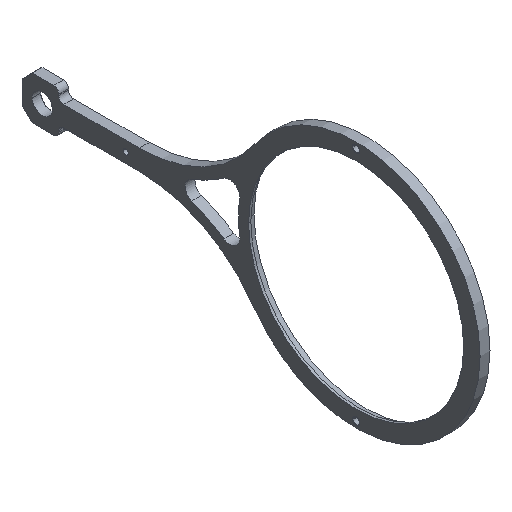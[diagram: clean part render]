
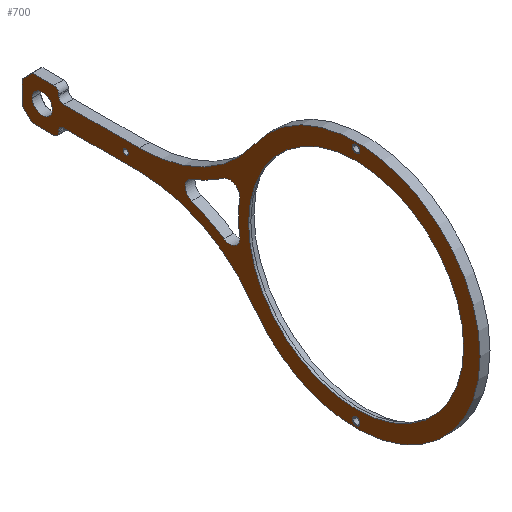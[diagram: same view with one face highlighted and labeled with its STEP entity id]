
A CAD part, isometric view. The second image highlights one B-rep face of the part: STEP entity #700.
In plain terms, the highlighted planar face has unit normal (-1, 0, 0).
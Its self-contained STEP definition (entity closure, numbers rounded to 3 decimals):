
#1=CARTESIAN_POINT('',(0.,0.,0.));
#2=DIRECTION('',(-1.,0.,0.));
#3=DIRECTION('',(0.,-1.,0.));
#4=AXIS2_PLACEMENT_3D('',#1,#2,#3);
#6=CARTESIAN_POINT('',(0.,0.,0.));
#7=DIRECTION('',(-1.,0.,0.));
#8=DIRECTION('',(0.,1.,0.));
#9=AXIS2_PLACEMENT_3D('',#6,#7,#8);
#11=CARTESIAN_POINT('',(0.,124.,0.));
#12=DIRECTION('',(-1.,0.,0.));
#13=DIRECTION('',(0.,-1.,0.));
#14=AXIS2_PLACEMENT_3D('',#11,#12,#13);
#16=CARTESIAN_POINT('',(0.,124.,0.));
#17=DIRECTION('',(-1.,0.,0.));
#18=DIRECTION('',(0.,1.,0.));
#19=AXIS2_PLACEMENT_3D('',#16,#17,#18);
#21=CARTESIAN_POINT('',(0.,0.,0.));
#22=DIRECTION('',(1.,0.,0.));
#23=DIRECTION('',(0.,0.99,-0.14));
#24=AXIS2_PLACEMENT_3D('',#21,#22,#23);
#26=CARTESIAN_POINT('',(0.,85.645,59.));
#27=DIRECTION('',(1.,0.,0.));
#28=DIRECTION('',(0.,-0.566,-0.825));
#29=AXIS2_PLACEMENT_3D('',#26,#27,#28);
#31=CARTESIAN_POINT('',(0.,0.,-46.6));
#32=DIRECTION('',(1.,0.,0.));
#33=DIRECTION('',(0.,-1.,0.));
#34=AXIS2_PLACEMENT_3D('',#31,#32,#33);
#36=CARTESIAN_POINT('',(0.,0.,-46.6));
#37=DIRECTION('',(1.,0.,0.));
#38=DIRECTION('',(0.,1.,0.));
#39=AXIS2_PLACEMENT_3D('',#36,#37,#38);
#41=CARTESIAN_POINT('',(0.,0.,46.6));
#42=DIRECTION('',(1.,0.,0.));
#43=DIRECTION('',(0.,-1.,0.));
#44=AXIS2_PLACEMENT_3D('',#41,#42,#43);
#46=CARTESIAN_POINT('',(0.,0.,46.6));
#47=DIRECTION('',(1.,0.,0.));
#48=DIRECTION('',(0.,1.,0.));
#49=AXIS2_PLACEMENT_3D('',#46,#47,#48);
#51=CARTESIAN_POINT('',(0.,91.,0.));
#52=DIRECTION('',(-1.,0.,0.));
#53=DIRECTION('',(0.,-1.,0.));
#54=AXIS2_PLACEMENT_3D('',#51,#52,#53);
#56=CARTESIAN_POINT('',(0.,91.,0.));
#57=DIRECTION('',(-1.,0.,0.));
#58=DIRECTION('',(0.,1.,0.));
#59=AXIS2_PLACEMENT_3D('',#56,#57,#58);
#61=DIRECTION('',(0.,-0.707,-0.707));
#62=VECTOR('',#61,5.657);
#63=CARTESIAN_POINT('',(0.,132.,-4.5));
#64=LINE('',#63,#62);
#65=DIRECTION('',(0.,0.,1.));
#66=VECTOR('',#65,9.);
#67=CARTESIAN_POINT('',(0.,132.,-4.5));
#68=LINE('',#67,#66);
#69=DIRECTION('',(0.,0.707,-0.707));
#70=VECTOR('',#69,5.657);
#71=CARTESIAN_POINT('',(0.,128.,8.5));
#72=LINE('',#71,#70);
#73=CARTESIAN_POINT('',(0.,119.5,6.5));
#74=DIRECTION('',(-1.,0.,0.));
#75=DIRECTION('',(0.,-1.,0.));
#76=AXIS2_PLACEMENT_3D('',#73,#74,#75);
#78=DIRECTION('',(0.,0.,-1.));
#79=VECTOR('',#78,0.5);
#80=CARTESIAN_POINT('',(0.,117.5,6.5));
#81=LINE('',#80,#79);
#82=DIRECTION('',(0.,-1.,0.));
#83=VECTOR('',#82,29.855);
#84=CARTESIAN_POINT('',(0.,115.5,4.));
#85=LINE('',#84,#83);
#86=CARTESIAN_POINT('',(0.,0.,0.));
#87=DIRECTION('',(1.,0.,0.));
#88=DIRECTION('',(0.,0.824,0.567));
#89=AXIS2_PLACEMENT_3D('',#86,#87,#88);
#91=DIRECTION('',(0.,1.,0.));
#92=VECTOR('',#91,29.855);
#93=CARTESIAN_POINT('',(0.,85.645,-4.));
#94=LINE('',#93,#92);
#95=DIRECTION('',(0.,0.,-1.));
#96=VECTOR('',#95,0.5);
#97=CARTESIAN_POINT('',(0.,117.5,-6.));
#98=LINE('',#97,#96);
#99=CARTESIAN_POINT('',(0.,119.5,-6.5));
#100=DIRECTION('',(-1.,0.,0.));
#101=DIRECTION('',(0.,0.,-1.));
#102=AXIS2_PLACEMENT_3D('',#99,#100,#101);
#243=CARTESIAN_POINT('',(0.,50.006,7.049));
#244=DIRECTION('',(1.,0.,0.));
#245=DIRECTION('',(0.,0.566,0.825));
#246=AXIS2_PLACEMENT_3D('',#243,#244,#245);
#261=CARTESIAN_POINT('',(0.,63.554,0.));
#262=DIRECTION('',(1.,0.,0.));
#263=DIRECTION('',(0.,0.351,-0.937));
#264=AXIS2_PLACEMENT_3D('',#261,#262,#263);
#270=CARTESIAN_POINT('',(0.,85.645,-59.));
#271=DIRECTION('',(-1.,0.,0.));
#272=DIRECTION('',(0.,-0.566,0.825));
#273=AXIS2_PLACEMENT_3D('',#270,#271,#272);
#289=CARTESIAN_POINT('',(0.,50.006,-7.049));
#290=DIRECTION('',(1.,0.,0.));
#291=DIRECTION('',(0.,-0.99,0.14));
#292=AXIS2_PLACEMENT_3D('',#289,#290,#291);
#326=DIRECTION('',(0.,-1.,0.));
#327=VECTOR('',#326,8.5);
#328=CARTESIAN_POINT('',(0.,128.,-8.5));
#329=LINE('',#328,#327);
#346=CARTESIAN_POINT('',(0.,115.5,-6.));
#347=DIRECTION('',(1.,0.,0.));
#348=DIRECTION('',(0.,1.,0.));
#349=AXIS2_PLACEMENT_3D('',#346,#347,#348);
#364=CARTESIAN_POINT('',(0.,85.645,-59.));
#365=DIRECTION('',(1.,0.,0.));
#366=DIRECTION('',(0.,0.,1.));
#367=AXIS2_PLACEMENT_3D('',#364,#365,#366);
#382=CARTESIAN_POINT('',(0.,85.645,59.));
#383=DIRECTION('',(1.,0.,0.));
#384=DIRECTION('',(0.,-0.824,-0.567));
#385=AXIS2_PLACEMENT_3D('',#382,#383,#384);
#400=CARTESIAN_POINT('',(0.,115.5,6.));
#401=DIRECTION('',(1.,0.,0.));
#402=DIRECTION('',(0.,0.,-1.));
#403=AXIS2_PLACEMENT_3D('',#400,#401,#402);
#430=DIRECTION('',(0.,1.,0.));
#431=VECTOR('',#430,8.5);
#432=CARTESIAN_POINT('',(0.,119.5,8.5));
#433=LINE('',#432,#431);
#477=CARTESIAN_POINT('',(0.,-42.5,0.));
#478=CARTESIAN_POINT('',(0.,42.5,0.));
#479=VERTEX_POINT('',#477);
#480=VERTEX_POINT('',#478);
#481=CARTESIAN_POINT('',(0.,40.352,27.798));
#482=CARTESIAN_POINT('',(0.,40.352,-27.798));
#483=VERTEX_POINT('',#481);
#484=VERTEX_POINT('',#482);
#489=CARTESIAN_POINT('',(0.,85.645,-4.));
#491=VERTEX_POINT('',#489);
#493=CARTESIAN_POINT('',(0.,85.645,4.));
#495=VERTEX_POINT('',#493);
#497=CARTESIAN_POINT('',(0.,115.5,4.));
#498=VERTEX_POINT('',#497);
#499=CARTESIAN_POINT('',(0.,115.5,-4.));
#500=VERTEX_POINT('',#499);
#505=CARTESIAN_POINT('',(0.,117.5,6.));
#507=VERTEX_POINT('',#505);
#509=CARTESIAN_POINT('',(0.,117.5,-6.));
#511=VERTEX_POINT('',#509);
#513=CARTESIAN_POINT('',(0.,119.5,-8.5));
#514=CARTESIAN_POINT('',(0.,117.5,-6.5));
#515=VERTEX_POINT('',#513);
#516=VERTEX_POINT('',#514);
#521=CARTESIAN_POINT('',(0.,117.5,6.5));
#522=CARTESIAN_POINT('',(0.,119.5,8.5));
#523=VERTEX_POINT('',#521);
#524=VERTEX_POINT('',#522);
#529=CARTESIAN_POINT('',(0.,-1.25,-46.6));
#530=CARTESIAN_POINT('',(0.,1.25,-46.6));
#531=VERTEX_POINT('',#529);
#532=VERTEX_POINT('',#530);
#537=CARTESIAN_POINT('',(0.,-1.25,46.6));
#538=CARTESIAN_POINT('',(0.,1.25,46.6));
#539=VERTEX_POINT('',#537);
#540=VERTEX_POINT('',#538);
#545=CARTESIAN_POINT('',(0.,90.,0.));
#546=CARTESIAN_POINT('',(0.,92.,0.));
#547=VERTEX_POINT('',#545);
#548=VERTEX_POINT('',#546);
#554=CARTESIAN_POINT('',(0.,46.045,6.491));
#556=VERTEX_POINT('',#554);
#558=CARTESIAN_POINT('',(0.,52.268,10.348));
#560=VERTEX_POINT('',#558);
#562=CARTESIAN_POINT('',(0.,52.268,-10.348));
#564=VERTEX_POINT('',#562);
#566=CARTESIAN_POINT('',(0.,46.045,-6.491));
#568=VERTEX_POINT('',#566);
#570=CARTESIAN_POINT('',(0.,64.956,3.746));
#572=VERTEX_POINT('',#570);
#574=CARTESIAN_POINT('',(0.,64.956,-3.746));
#576=VERTEX_POINT('',#574);
#589=CARTESIAN_POINT('',(0.,120.,0.));
#590=CARTESIAN_POINT('',(0.,128.,0.));
#591=VERTEX_POINT('',#589);
#592=VERTEX_POINT('',#590);
#593=CARTESIAN_POINT('',(0.,132.,-4.5));
#594=CARTESIAN_POINT('',(0.,128.,-8.5));
#595=VERTEX_POINT('',#593);
#596=VERTEX_POINT('',#594);
#601=CARTESIAN_POINT('',(0.,128.,8.5));
#602=CARTESIAN_POINT('',(0.,132.,4.5));
#603=VERTEX_POINT('',#601);
#604=VERTEX_POINT('',#602);
#617=CARTESIAN_POINT('',(0.,0.,0.));
#618=DIRECTION('',(1.,0.,0.));
#619=DIRECTION('',(0.,-1.,0.));
#620=AXIS2_PLACEMENT_3D('',#617,#618,#619);
#621=PLANE('',#620);
#623=ORIENTED_EDGE('',*,*,#622,.F.);
#625=ORIENTED_EDGE('',*,*,#624,.T.);
#627=ORIENTED_EDGE('',*,*,#626,.F.);
#629=ORIENTED_EDGE('',*,*,#628,.F.);
#631=ORIENTED_EDGE('',*,*,#630,.F.);
#633=ORIENTED_EDGE('',*,*,#632,.T.);
#635=ORIENTED_EDGE('',*,*,#634,.F.);
#637=ORIENTED_EDGE('',*,*,#636,.T.);
#639=ORIENTED_EDGE('',*,*,#638,.F.);
#641=ORIENTED_EDGE('',*,*,#640,.T.);
#643=ORIENTED_EDGE('',*,*,#642,.F.);
#645=ORIENTED_EDGE('',*,*,#644,.T.);
#647=ORIENTED_EDGE('',*,*,#646,.F.);
#649=ORIENTED_EDGE('',*,*,#648,.T.);
#651=ORIENTED_EDGE('',*,*,#650,.F.);
#653=ORIENTED_EDGE('',*,*,#652,.F.);
#654=EDGE_LOOP('',(#623,#625,#627,#629,#631,#633,#635,#637,#639,#641,#643,#645,
#647,#649,#651,#653));
#655=FACE_OUTER_BOUND('',#654,.F.);
#657=ORIENTED_EDGE('',*,*,#656,.T.);
#659=ORIENTED_EDGE('',*,*,#658,.T.);
#660=EDGE_LOOP('',(#657,#659));
#661=FACE_BOUND('',#660,.F.);
#663=ORIENTED_EDGE('',*,*,#662,.F.);
#665=ORIENTED_EDGE('',*,*,#664,.F.);
#667=ORIENTED_EDGE('',*,*,#666,.T.);
#669=ORIENTED_EDGE('',*,*,#668,.F.);
#671=ORIENTED_EDGE('',*,*,#670,.T.);
#673=ORIENTED_EDGE('',*,*,#672,.F.);
#674=EDGE_LOOP('',(#663,#665,#667,#669,#671,#673));
#675=FACE_BOUND('',#674,.F.);
#677=ORIENTED_EDGE('',*,*,#676,.F.);
#679=ORIENTED_EDGE('',*,*,#678,.F.);
#680=EDGE_LOOP('',(#677,#679));
#681=FACE_BOUND('',#680,.F.);
#683=ORIENTED_EDGE('',*,*,#682,.F.);
#685=ORIENTED_EDGE('',*,*,#684,.F.);
#686=EDGE_LOOP('',(#683,#685));
#687=FACE_BOUND('',#686,.F.);
#689=ORIENTED_EDGE('',*,*,#688,.T.);
#691=ORIENTED_EDGE('',*,*,#690,.T.);
#692=EDGE_LOOP('',(#689,#691));
#693=FACE_BOUND('',#692,.F.);
#695=ORIENTED_EDGE('',*,*,#694,.T.);
#697=ORIENTED_EDGE('',*,*,#696,.T.);
#698=EDGE_LOOP('',(#695,#697));
#699=FACE_BOUND('',#698,.F.);
#700=ADVANCED_FACE('',(#655,#661,#675,#681,#687,#693,#699),#621,.F.);
#5=CIRCLE('',#4,42.5);
#10=CIRCLE('',#9,42.5);
#15=CIRCLE('',#14,4.);
#20=CIRCLE('',#19,4.);
#25=CIRCLE('',#24,46.5);
#30=CIRCLE('',#29,59.);
#35=CIRCLE('',#34,1.25);
#40=CIRCLE('',#39,1.25);
#45=CIRCLE('',#44,1.25);
#50=CIRCLE('',#49,1.25);
#55=CIRCLE('',#54,1.);
#60=CIRCLE('',#59,1.);
#77=CIRCLE('',#76,2.);
#90=CIRCLE('',#89,49.);
#103=CIRCLE('',#102,2.);
#247=CIRCLE('',#246,4.);
#265=CIRCLE('',#264,4.);
#274=CIRCLE('',#273,59.);
#293=CIRCLE('',#292,4.);
#350=CIRCLE('',#349,2.);
#368=CIRCLE('',#367,55.);
#386=CIRCLE('',#385,55.);
#404=CIRCLE('',#403,2.);
#622=EDGE_CURVE('',#595,#596,#64,.T.);
#624=EDGE_CURVE('',#595,#604,#68,.T.);
#626=EDGE_CURVE('',#603,#604,#72,.T.);
#628=EDGE_CURVE('',#524,#603,#433,.T.);
#630=EDGE_CURVE('',#523,#524,#77,.T.);
#632=EDGE_CURVE('',#523,#507,#81,.T.);
#634=EDGE_CURVE('',#498,#507,#404,.T.);
#636=EDGE_CURVE('',#498,#495,#85,.T.);
#638=EDGE_CURVE('',#483,#495,#386,.T.);
#640=EDGE_CURVE('',#483,#484,#90,.T.);
#642=EDGE_CURVE('',#491,#484,#368,.T.);
#644=EDGE_CURVE('',#491,#500,#94,.T.);
#646=EDGE_CURVE('',#511,#500,#350,.T.);
#648=EDGE_CURVE('',#511,#516,#98,.T.);
#650=EDGE_CURVE('',#515,#516,#103,.T.);
#652=EDGE_CURVE('',#596,#515,#329,.T.);
#656=EDGE_CURVE('',#591,#592,#15,.T.);
#658=EDGE_CURVE('',#592,#591,#20,.T.);
#662=EDGE_CURVE('',#564,#576,#274,.T.);
#664=EDGE_CURVE('',#568,#564,#293,.T.);
#666=EDGE_CURVE('',#568,#556,#25,.T.);
#668=EDGE_CURVE('',#560,#556,#247,.T.);
#670=EDGE_CURVE('',#560,#572,#30,.T.);
#672=EDGE_CURVE('',#576,#572,#265,.T.);
#676=EDGE_CURVE('',#531,#532,#35,.T.);
#678=EDGE_CURVE('',#532,#531,#40,.T.);
#682=EDGE_CURVE('',#539,#540,#45,.T.);
#684=EDGE_CURVE('',#540,#539,#50,.T.);
#688=EDGE_CURVE('',#547,#548,#55,.T.);
#690=EDGE_CURVE('',#548,#547,#60,.T.);
#694=EDGE_CURVE('',#479,#480,#5,.T.);
#696=EDGE_CURVE('',#480,#479,#10,.T.);
